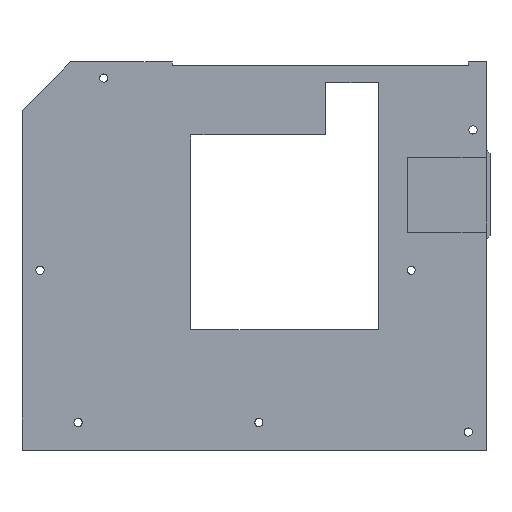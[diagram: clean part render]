
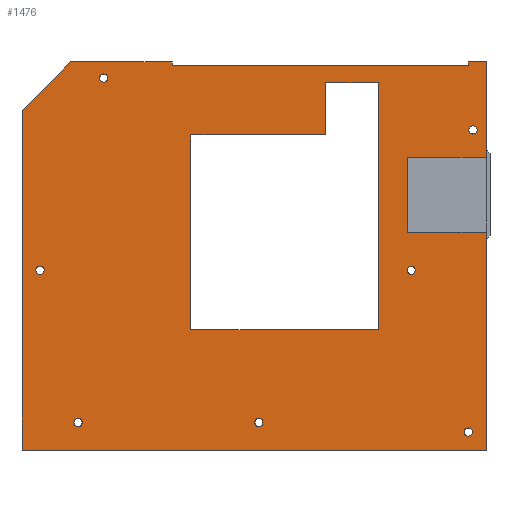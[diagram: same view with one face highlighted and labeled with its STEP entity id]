
A CAD part, top view. The second image highlights one B-rep face of the part: STEP entity #1476.
In plain terms, the highlighted planar face has unit normal (0, 0, 1).
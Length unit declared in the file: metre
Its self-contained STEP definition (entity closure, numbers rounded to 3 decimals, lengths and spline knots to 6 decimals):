
#33=CIRCLE('',#1582,0.001092);
#34=CIRCLE('',#1583,0.001092);
#35=CIRCLE('',#1584,0.001092);
#36=CIRCLE('',#1585,0.001092);
#37=CIRCLE('',#1586,0.001092);
#38=CIRCLE('',#1587,0.001092);
#39=CIRCLE('',#1588,0.001092);
#193=ORIENTED_EDGE('',*,*,#567,.F.);
#194=ORIENTED_EDGE('',*,*,#568,.F.);
#195=ORIENTED_EDGE('',*,*,#569,.T.);
#196=ORIENTED_EDGE('',*,*,#570,.T.);
#197=ORIENTED_EDGE('',*,*,#571,.F.);
#198=ORIENTED_EDGE('',*,*,#572,.T.);
#199=ORIENTED_EDGE('',*,*,#573,.T.);
#200=ORIENTED_EDGE('',*,*,#574,.T.);
#201=ORIENTED_EDGE('',*,*,#575,.T.);
#202=ORIENTED_EDGE('',*,*,#576,.T.);
#203=ORIENTED_EDGE('',*,*,#577,.T.);
#204=ORIENTED_EDGE('',*,*,#578,.T.);
#205=ORIENTED_EDGE('',*,*,#579,.T.);
#206=ORIENTED_EDGE('',*,*,#528,.F.);
#207=ORIENTED_EDGE('',*,*,#531,.T.);
#208=ORIENTED_EDGE('',*,*,#533,.F.);
#209=ORIENTED_EDGE('',*,*,#535,.T.);
#210=ORIENTED_EDGE('',*,*,#537,.T.);
#211=ORIENTED_EDGE('',*,*,#539,.T.);
#212=ORIENTED_EDGE('',*,*,#541,.F.);
#213=ORIENTED_EDGE('',*,*,#546,.T.);
#214=ORIENTED_EDGE('',*,*,#550,.F.);
#215=ORIENTED_EDGE('',*,*,#553,.F.);
#216=ORIENTED_EDGE('',*,*,#557,.F.);
#217=ORIENTED_EDGE('',*,*,#562,.F.);
#218=ORIENTED_EDGE('',*,*,#565,.F.);
#528=EDGE_CURVE('',#723,#724,#858,.T.);
#531=EDGE_CURVE('',#723,#726,#861,.T.);
#533=EDGE_CURVE('',#727,#726,#863,.T.);
#535=EDGE_CURVE('',#727,#728,#865,.T.);
#537=EDGE_CURVE('',#728,#729,#867,.T.);
#539=EDGE_CURVE('',#729,#730,#869,.T.);
#541=EDGE_CURVE('',#731,#730,#871,.T.);
#546=EDGE_CURVE('',#731,#735,#876,.T.);
#550=EDGE_CURVE('',#738,#735,#880,.T.);
#553=EDGE_CURVE('',#740,#738,#883,.T.);
#557=EDGE_CURVE('',#743,#740,#887,.T.);
#562=EDGE_CURVE('',#746,#743,#892,.T.);
#565=EDGE_CURVE('',#724,#746,#895,.T.);
#567=EDGE_CURVE('',#748,#749,#897,.T.);
#568=EDGE_CURVE('',#750,#748,#898,.T.);
#569=EDGE_CURVE('',#750,#751,#899,.T.);
#570=EDGE_CURVE('',#751,#752,#900,.T.);
#571=EDGE_CURVE('',#753,#752,#901,.T.);
#572=EDGE_CURVE('',#753,#749,#902,.T.);
#573=EDGE_CURVE('',#754,#754,#33,.F.);
#574=EDGE_CURVE('',#755,#755,#34,.F.);
#575=EDGE_CURVE('',#756,#756,#35,.F.);
#576=EDGE_CURVE('',#757,#757,#36,.F.);
#577=EDGE_CURVE('',#758,#758,#37,.F.);
#578=EDGE_CURVE('',#759,#759,#38,.F.);
#579=EDGE_CURVE('',#760,#760,#39,.F.);
#723=VERTEX_POINT('',#2207);
#724=VERTEX_POINT('',#2209);
#726=VERTEX_POINT('',#2215);
#727=VERTEX_POINT('',#2219);
#728=VERTEX_POINT('',#2223);
#729=VERTEX_POINT('',#2227);
#730=VERTEX_POINT('',#2231);
#731=VERTEX_POINT('',#2235);
#735=VERTEX_POINT('',#2245);
#738=VERTEX_POINT('',#2253);
#740=VERTEX_POINT('',#2259);
#743=VERTEX_POINT('',#2267);
#746=VERTEX_POINT('',#2276);
#748=VERTEX_POINT('',#2285);
#749=VERTEX_POINT('',#2286);
#750=VERTEX_POINT('',#2288);
#751=VERTEX_POINT('',#2290);
#752=VERTEX_POINT('',#2292);
#753=VERTEX_POINT('',#2294);
#754=VERTEX_POINT('',#2297);
#755=VERTEX_POINT('',#2299);
#756=VERTEX_POINT('',#2301);
#757=VERTEX_POINT('',#2303);
#758=VERTEX_POINT('',#2305);
#759=VERTEX_POINT('',#2307);
#760=VERTEX_POINT('',#2309);
#858=LINE('',#2208,#1040);
#861=LINE('',#2214,#1043);
#863=LINE('',#2218,#1045);
#865=LINE('',#2222,#1047);
#867=LINE('',#2226,#1049);
#869=LINE('',#2230,#1051);
#871=LINE('',#2234,#1053);
#876=LINE('',#2244,#1058);
#880=LINE('',#2252,#1062);
#883=LINE('',#2258,#1065);
#887=LINE('',#2266,#1069);
#892=LINE('',#2275,#1074);
#895=LINE('',#2281,#1077);
#897=LINE('',#2284,#1079);
#898=LINE('',#2287,#1080);
#899=LINE('',#2289,#1081);
#900=LINE('',#2291,#1082);
#901=LINE('',#2293,#1083);
#902=LINE('',#2295,#1084);
#1040=VECTOR('',#1761,1.);
#1043=VECTOR('',#1766,1.);
#1045=VECTOR('',#1770,1.);
#1047=VECTOR('',#1774,1.);
#1049=VECTOR('',#1778,1.);
#1051=VECTOR('',#1782,1.);
#1053=VECTOR('',#1786,1.);
#1058=VECTOR('',#1793,1.);
#1062=VECTOR('',#1799,1.);
#1065=VECTOR('',#1804,1.);
#1069=VECTOR('',#1810,1.);
#1074=VECTOR('',#1817,1.);
#1077=VECTOR('',#1822,1.);
#1079=VECTOR('',#1826,1.);
#1080=VECTOR('',#1827,1.);
#1081=VECTOR('',#1828,1.);
#1082=VECTOR('',#1829,1.);
#1083=VECTOR('',#1830,1.);
#1084=VECTOR('',#1831,1.);
#1183=EDGE_LOOP('',(#193,#194,#195,#196,#197,#198));
#1184=EDGE_LOOP('',(#199));
#1185=EDGE_LOOP('',(#200));
#1186=EDGE_LOOP('',(#201));
#1187=EDGE_LOOP('',(#202));
#1188=EDGE_LOOP('',(#203));
#1189=EDGE_LOOP('',(#204));
#1190=EDGE_LOOP('',(#205));
#1191=EDGE_LOOP('',(#206,#207,#208,#209,#210,#211,#212,#213,#214,#215,#216,
#217,#218));
#1298=FACE_BOUND('',#1183,.T.);
#1299=FACE_BOUND('',#1184,.T.);
#1300=FACE_BOUND('',#1185,.T.);
#1301=FACE_BOUND('',#1186,.T.);
#1302=FACE_BOUND('',#1187,.T.);
#1303=FACE_BOUND('',#1188,.T.);
#1304=FACE_BOUND('',#1189,.T.);
#1305=FACE_BOUND('',#1190,.T.);
#1306=FACE_BOUND('',#1191,.T.);
#1405=PLANE('',#1581);
#1476=ADVANCED_FACE('',(#1298,#1299,#1300,#1301,#1302,#1303,#1304,#1305,
#1306),#1405,.T.);
#1581=AXIS2_PLACEMENT_3D('',#2283,#1824,#1825);
#1582=AXIS2_PLACEMENT_3D('',#2296,#1832,#1833);
#1583=AXIS2_PLACEMENT_3D('',#2298,#1834,#1835);
#1584=AXIS2_PLACEMENT_3D('',#2300,#1836,#1837);
#1585=AXIS2_PLACEMENT_3D('',#2302,#1838,#1839);
#1586=AXIS2_PLACEMENT_3D('',#2304,#1840,#1841);
#1587=AXIS2_PLACEMENT_3D('',#2306,#1842,#1843);
#1588=AXIS2_PLACEMENT_3D('',#2308,#1844,#1845);
#1761=DIRECTION('',(1.,0.,0.));
#1766=DIRECTION('',(0.,1.,0.));
#1770=DIRECTION('',(1.,0.,0.));
#1774=DIRECTION('',(-0.707,-0.707,0.));
#1778=DIRECTION('',(0.,-1.,0.));
#1782=DIRECTION('',(1.,0.,0.));
#1786=DIRECTION('',(0.,-1.,0.));
#1793=DIRECTION('',(-1.,0.,0.));
#1799=DIRECTION('',(0.,-1.,0.));
#1804=DIRECTION('',(-1.,0.,0.));
#1810=DIRECTION('',(0.,-1.,0.));
#1817=DIRECTION('',(1.,0.,0.));
#1822=DIRECTION('',(0.,1.,0.));
#1824=DIRECTION('',(0.,0.,1.));
#1825=DIRECTION('',(1.,0.,0.));
#1826=DIRECTION('',(0.,1.,0.));
#1827=DIRECTION('',(1.,0.,0.));
#1828=DIRECTION('',(0.,1.,0.));
#1829=DIRECTION('',(1.,0.,0.));
#1830=DIRECTION('',(0.,-1.,0.));
#1831=DIRECTION('',(1.,0.,0.));
#1832=DIRECTION('',(0.,0.,1.));
#1833=DIRECTION('',(1.,0.,0.));
#1834=DIRECTION('',(0.,0.,1.));
#1835=DIRECTION('',(1.,0.,0.));
#1836=DIRECTION('',(0.,0.,1.));
#1837=DIRECTION('',(1.,0.,0.));
#1838=DIRECTION('',(0.,0.,1.));
#1839=DIRECTION('',(1.,0.,0.));
#1840=DIRECTION('',(0.,0.,1.));
#1841=DIRECTION('',(1.,0.,0.));
#1842=DIRECTION('',(0.,0.,1.));
#1843=DIRECTION('',(1.,0.,0.));
#1844=DIRECTION('',(0.,0.,1.));
#1845=DIRECTION('',(1.,0.,0.));
#2207=CARTESIAN_POINT('',(0.101318,-0.05715,0.));
#2208=CARTESIAN_POINT('',(0.140843,-0.05715,0.));
#2209=CARTESIAN_POINT('',(0.180368,-0.05715,0.));
#2214=CARTESIAN_POINT('',(0.101318,-0.05665,0.));
#2215=CARTESIAN_POINT('',(0.101318,-0.05615,0.));
#2218=CARTESIAN_POINT('',(0.087749,-0.05615,0.));
#2219=CARTESIAN_POINT('',(0.07418,-0.05615,0.));
#2222=CARTESIAN_POINT('',(0.067705,-0.062625,0.));
#2223=CARTESIAN_POINT('',(0.06123,-0.0691,0.));
#2226=CARTESIAN_POINT('',(0.06123,-0.114425,0.));
#2227=CARTESIAN_POINT('',(0.06123,-0.15975,0.));
#2230=CARTESIAN_POINT('',(0.12319,-0.15975,0.));
#2231=CARTESIAN_POINT('',(0.18515,-0.15975,0.));
#2234=CARTESIAN_POINT('',(0.18515,-0.130662,0.));
#2235=CARTESIAN_POINT('',(0.18515,-0.101575,0.));
#2244=CARTESIAN_POINT('',(0.174634,-0.101575,0.));
#2245=CARTESIAN_POINT('',(0.164117,-0.101575,0.));
#2252=CARTESIAN_POINT('',(0.164117,-0.091575,0.));
#2253=CARTESIAN_POINT('',(0.164117,-0.081575,0.));
#2258=CARTESIAN_POINT('',(0.174634,-0.081575,0.));
#2259=CARTESIAN_POINT('',(0.18515,-0.081575,0.));
#2266=CARTESIAN_POINT('',(0.18515,-0.068862,0.));
#2267=CARTESIAN_POINT('',(0.18515,-0.05615,0.));
#2275=CARTESIAN_POINT('',(0.182759,-0.05615,0.));
#2276=CARTESIAN_POINT('',(0.180368,-0.05615,0.));
#2281=CARTESIAN_POINT('',(0.180368,-0.05665,0.));
#2283=CARTESIAN_POINT('',(0.12319,-0.10795,0.));
#2284=CARTESIAN_POINT('',(0.156318,-0.10795,0.));
#2285=CARTESIAN_POINT('',(0.156318,-0.12765,0.));
#2286=CARTESIAN_POINT('',(0.156318,-0.06165,0.));
#2287=CARTESIAN_POINT('',(0.12319,-0.12765,0.));
#2288=CARTESIAN_POINT('',(0.106318,-0.12765,0.));
#2289=CARTESIAN_POINT('',(0.106318,-0.10795,0.));
#2290=CARTESIAN_POINT('',(0.106318,-0.07565,0.));
#2291=CARTESIAN_POINT('',(0.12319,-0.07565,0.));
#2292=CARTESIAN_POINT('',(0.142318,-0.07565,0.));
#2293=CARTESIAN_POINT('',(0.142318,-0.10795,0.));
#2294=CARTESIAN_POINT('',(0.142318,-0.06165,0.));
#2295=CARTESIAN_POINT('',(0.12319,-0.06165,0.));
#2296=CARTESIAN_POINT('',(0.083058,-0.060452,0.));
#2297=CARTESIAN_POINT('',(0.08415,-0.060452,0.));
#2298=CARTESIAN_POINT('',(0.06604,-0.11176,0.));
#2299=CARTESIAN_POINT('',(0.067132,-0.11176,0.));
#2300=CARTESIAN_POINT('',(0.0762,-0.1524,0.));
#2301=CARTESIAN_POINT('',(0.077292,-0.1524,0.));
#2302=CARTESIAN_POINT('',(0.12446,-0.1524,0.));
#2303=CARTESIAN_POINT('',(0.125552,-0.1524,0.));
#2304=CARTESIAN_POINT('',(0.1651,-0.11176,0.));
#2305=CARTESIAN_POINT('',(0.166192,-0.11176,0.));
#2306=CARTESIAN_POINT('',(0.18161,-0.074295,0.));
#2307=CARTESIAN_POINT('',(0.182702,-0.074295,0.));
#2308=CARTESIAN_POINT('',(0.18034,-0.15494,0.));
#2309=CARTESIAN_POINT('',(0.181432,-0.15494,0.));
